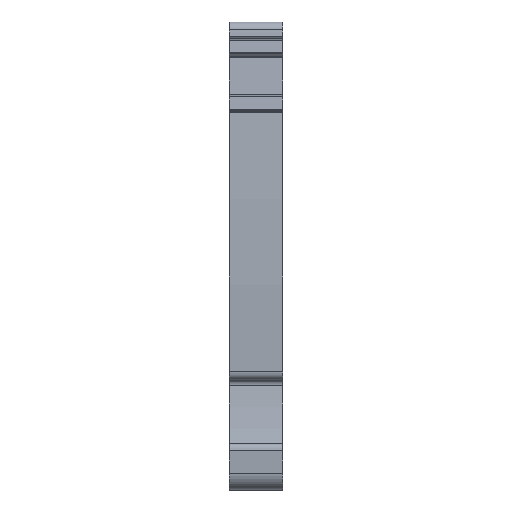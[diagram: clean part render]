
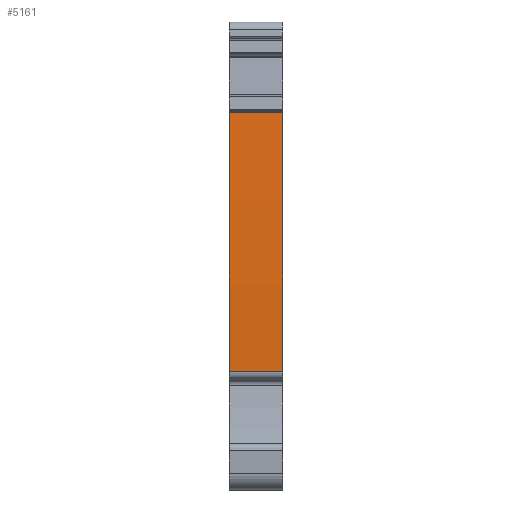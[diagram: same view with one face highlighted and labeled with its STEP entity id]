
A CAD part, front view. The second image highlights one B-rep face of the part: STEP entity #5161.
In plain terms, the highlighted cylindrical face has radius 240 mm (diameter 480 mm), a partial arc.
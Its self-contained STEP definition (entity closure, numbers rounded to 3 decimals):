
#2299=AXIS2_PLACEMENT_3D('Circle Axis2P3D',#2297,#2298,$) ;
#4291=AXIS2_PLACEMENT_3D('Cylinder Axis2P3D',#4288,#4289,#4290) ;
#5152=AXIS2_PLACEMENT_3D('Circle Axis2P3D',#5150,#5151,$) ;
#2294=CARTESIAN_POINT('Vertex',(0.,1.529,13.45)) ;
#2297=CARTESIAN_POINT('Axis2P3D Location',(0.,241.174,26.5)) ;
#2301=CARTESIAN_POINT('Vertex',(0.,1.735,42.906)) ;
#4288=CARTESIAN_POINT('Axis2P3D Location',(3.05,241.174,26.5)) ;
#5127=CARTESIAN_POINT('Vertex',(6.1,1.735,42.906)) ;
#5130=CARTESIAN_POINT('Line Origine',(3.05,1.735,42.906)) ;
#5143=CARTESIAN_POINT('Line Origine',(3.05,1.529,13.45)) ;
#5147=CARTESIAN_POINT('Vertex',(6.1,1.529,13.45)) ;
#5150=CARTESIAN_POINT('Axis2P3D Location',(6.1,241.174,26.5)) ;
#2298=DIRECTION('Axis2P3D Direction',(1.,0.,0.)) ;
#4289=DIRECTION('Axis2P3D Direction',(1.,0.,0.)) ;
#4290=DIRECTION('Axis2P3D XDirection',(0.,-0.994,0.107)) ;
#5131=DIRECTION('Vector Direction',(1.,0.,0.)) ;
#5144=DIRECTION('Vector Direction',(1.,0.,0.)) ;
#5151=DIRECTION('Axis2P3D Direction',(1.,0.,0.)) ;
#5132=VECTOR('Line Direction',#5131,1.) ;
#5145=VECTOR('Line Direction',#5144,1.) ;
#5156=ORIENTED_EDGE('',*,*,#2303,.T.) ;
#5157=ORIENTED_EDGE('',*,*,#5149,.T.) ;
#5158=ORIENTED_EDGE('',*,*,#5154,.F.) ;
#5159=ORIENTED_EDGE('',*,*,#5134,.F.) ;
#5161=ADVANCED_FACE('MLD',(#5160),#4292,.T.) ;
#2300=CIRCLE('generated circle',#2299,240.) ;
#5153=CIRCLE('generated circle',#5152,240.) ;
#4292=CYLINDRICAL_SURFACE('generated cylinder',#4291,240.) ;
#2303=EDGE_CURVE('',#2302,#2295,#2300,.T.) ;
#5134=EDGE_CURVE('',#2302,#5128,#5133,.T.) ;
#5149=EDGE_CURVE('',#2295,#5148,#5146,.T.) ;
#5154=EDGE_CURVE('',#5128,#5148,#5153,.T.) ;
#5155=EDGE_LOOP('',(#5156,#5157,#5158,#5159)) ;
#5160=FACE_OUTER_BOUND('',#5155,.T.) ;
#5133=LINE('Line',#5130,#5132) ;
#5146=LINE('Line',#5143,#5145) ;
#2295=VERTEX_POINT('',#2294) ;
#2302=VERTEX_POINT('',#2301) ;
#5128=VERTEX_POINT('',#5127) ;
#5148=VERTEX_POINT('',#5147) ;
